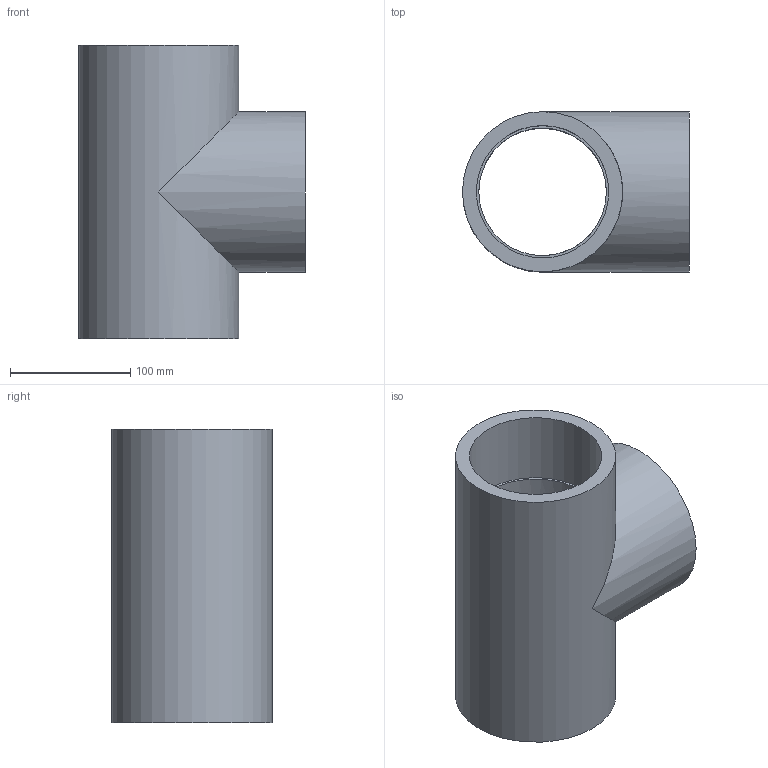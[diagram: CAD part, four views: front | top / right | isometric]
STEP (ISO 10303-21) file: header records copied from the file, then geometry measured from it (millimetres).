
FILE_DESCRIPTION(/* description */ (''),/* implementation_level */ '2;1');
FILE_NAME(/* name */ 'TIV110.ipt.stp',/* time_stamp */ '2013-10-01T14:56:00+02:00',/* author */ ('bfaro'),/* organization */ (''),/* preprocessor_version */ 'ST-DEVELOPER v15.2',/* originating_system */ 'Autodesk Inventor 2014',/* authorisation */ '');
FILE_SCHEMA (('AUTOMOTIVE_DESIGN { 1 0 10303 214 3 1 1 }'));
Length unit declared in the file: millimetre
Products named in the file (1): TIV110
Bounding box: 188.5 x 133 x 244 mm (x, y, z)
Volume: 1343564 mm3; surface area: 234461.9 mm2
Topology: 1 solids, 1 shells, 13 faces, 30 edges, 21 vertices
Faces by surface type: cylinder 7, plane 6
Full cylindrical faces by diameter (mm): 106 x2, 110 x3, 133 x2
Entity records: 323 total; most frequent: DIRECTION 60, CARTESIAN_POINT 46, ORIENTED_EDGE 32, AXIS2_PLACEMENT_3D 30, EDGE_LOOP 28, FACE_BOUND 20, VERTEX_POINT 16, EDGE_CURVE 16
